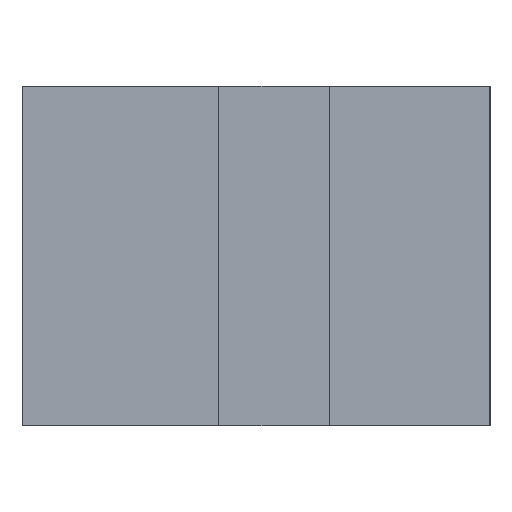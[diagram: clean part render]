
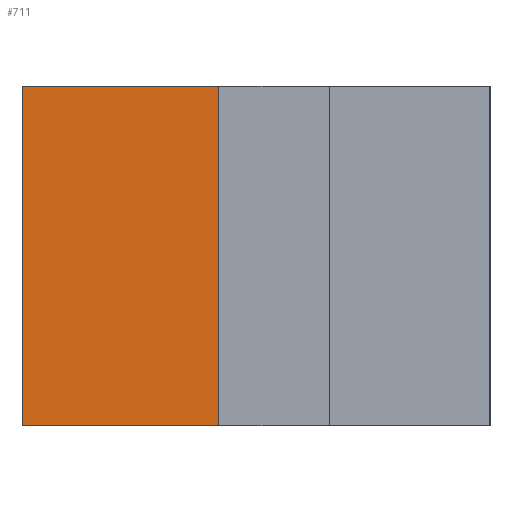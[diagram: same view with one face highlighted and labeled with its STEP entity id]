
A CAD part, left-side view. The second image highlights one B-rep face of the part: STEP entity #711.
In plain terms, the highlighted planar face has unit normal (-1, 0, 0).
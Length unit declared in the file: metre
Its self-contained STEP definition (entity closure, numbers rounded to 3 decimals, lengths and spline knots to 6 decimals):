
#108=ORIENTED_EDGE('',*,*,#249,.F.);
#109=ORIENTED_EDGE('',*,*,#285,.F.);
#110=ORIENTED_EDGE('',*,*,#286,.T.);
#111=ORIENTED_EDGE('',*,*,#278,.T.);
#249=EDGE_CURVE('',#346,#347,#419,.T.);
#278=EDGE_CURVE('',#368,#347,#448,.T.);
#285=EDGE_CURVE('',#371,#346,#455,.T.);
#286=EDGE_CURVE('',#371,#368,#456,.T.);
#346=VERTEX_POINT('',#1027);
#347=VERTEX_POINT('',#1029);
#368=VERTEX_POINT('',#1083);
#371=VERTEX_POINT('',#1095);
#419=LINE('',#1028,#521);
#448=LINE('',#1082,#550);
#455=LINE('',#1096,#557);
#456=LINE('',#1098,#558);
#521=VECTOR('',#830,1.);
#550=VECTOR('',#867,1.);
#557=VECTOR('',#880,1.);
#558=VECTOR('',#883,1.);
#603=EDGE_LOOP('',(#108,#109,#110,#111));
#639=FACE_BOUND('',#603,.T.);
#675=PLANE('',#760);
#711=ADVANCED_FACE('',(#639),#675,.T.);
#760=AXIS2_PLACEMENT_3D('',#1097,#881,#882);
#830=DIRECTION('',(0.,-1.,0.));
#867=DIRECTION('',(0.,0.,1.));
#880=DIRECTION('',(0.,0.,1.));
#881=DIRECTION('',(-1.,0.,0.));
#882=DIRECTION('',(0.,0.,1.));
#883=DIRECTION('',(0.,-1.,0.));
#1027=CARTESIAN_POINT('',(-0.13935,0.05935,0.005));
#1028=CARTESIAN_POINT('',(-0.13935,0.036175,0.005));
#1029=CARTESIAN_POINT('',(-0.13935,0.013,0.005));
#1082=CARTESIAN_POINT('',(-0.13935,0.013,-0.075));
#1083=CARTESIAN_POINT('',(-0.13935,0.013,-0.075));
#1095=CARTESIAN_POINT('',(-0.13935,0.05935,-0.075));
#1096=CARTESIAN_POINT('',(-0.13935,0.05935,-0.075));
#1097=CARTESIAN_POINT('',(-0.13935,0.036175,-0.075));
#1098=CARTESIAN_POINT('',(-0.13935,0.036175,-0.075));
